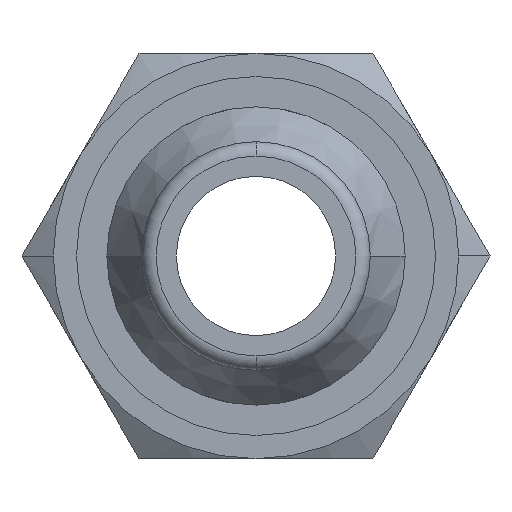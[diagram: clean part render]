
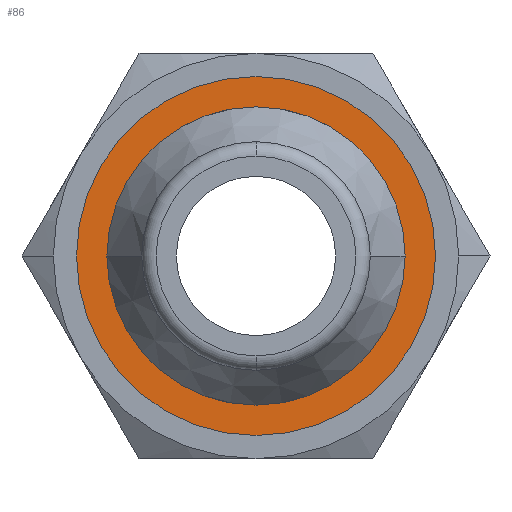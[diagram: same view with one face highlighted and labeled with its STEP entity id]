
A CAD part, front view. The second image highlights one B-rep face of the part: STEP entity #86.
In plain terms, the highlighted planar face has unit normal (0, -1, 0).
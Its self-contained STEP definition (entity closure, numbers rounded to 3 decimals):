
#86=ADVANCED_FACE('',(#222,#223),#224,.T.);
#222=FACE_OUTER_BOUND('',#413,.T.);
#223=FACE_BOUND('',#414,.T.);
#224=PLANE('',#415);
#413=EDGE_LOOP('',(#607,#608));
#414=EDGE_LOOP('',(#609,#610));
#415=AXIS2_PLACEMENT_3D('',#611,#612,#613);
#607=ORIENTED_EDGE('',*,*,#1078,.T.);
#608=ORIENTED_EDGE('',*,*,#1079,.T.);
#609=ORIENTED_EDGE('',*,*,#1080,.T.);
#610=ORIENTED_EDGE('',*,*,#1081,.T.);
#611=CARTESIAN_POINT('',(0.0,31.0,0.0));
#612=DIRECTION('',(0.0,-1.0,0.0));
#613=DIRECTION('',(-1.0,0.0,0.0));
#1078=EDGE_CURVE('',#1265,#1266,#1267,.T.);
#1079=EDGE_CURVE('',#1266,#1265,#1268,.T.);
#1080=EDGE_CURVE('',#1269,#1270,#1271,.T.);
#1081=EDGE_CURVE('',#1270,#1269,#1272,.T.);
#1265=VERTEX_POINT('',#1523);
#1266=VERTEX_POINT('',#1524);
#1267=CIRCLE('',#1525,6.2);
#1268=CIRCLE('',#1526,6.2);
#1269=VERTEX_POINT('',#1527);
#1270=VERTEX_POINT('',#1528);
#1271=CIRCLE('',#1529,4.45);
#1272=CIRCLE('',#1530,4.45);
#1523=CARTESIAN_POINT('',(6.2,31.0,0.0));
#1524=CARTESIAN_POINT('',(-6.2,31.0,0.));
#1525=AXIS2_PLACEMENT_3D('',#2076,#2077,#2078);
#1526=AXIS2_PLACEMENT_3D('',#2079,#2080,#2081);
#1527=CARTESIAN_POINT('',(4.45,31.0,0.0));
#1528=CARTESIAN_POINT('',(-4.45,31.0,0.));
#1529=AXIS2_PLACEMENT_3D('',#2082,#2083,#2084);
#1530=AXIS2_PLACEMENT_3D('',#2085,#2086,#2087);
#2076=CARTESIAN_POINT('',(0.0,31.0,0.0));
#2077=DIRECTION('',(0.0,-1.0,0.0));
#2078=DIRECTION('',(1.0,0.0,0.0));
#2079=CARTESIAN_POINT('',(0.0,31.0,0.0));
#2080=DIRECTION('',(0.0,-1.0,0.0));
#2081=DIRECTION('',(1.0,0.0,0.0));
#2082=CARTESIAN_POINT('',(0.0,31.0,0.0));
#2083=DIRECTION('',(-0.0,1.0,0.0));
#2084=DIRECTION('',(1.0,0.0,0.0));
#2085=CARTESIAN_POINT('',(0.0,31.0,0.0));
#2086=DIRECTION('',(-0.0,1.0,0.0));
#2087=DIRECTION('',(1.0,0.0,0.0));
